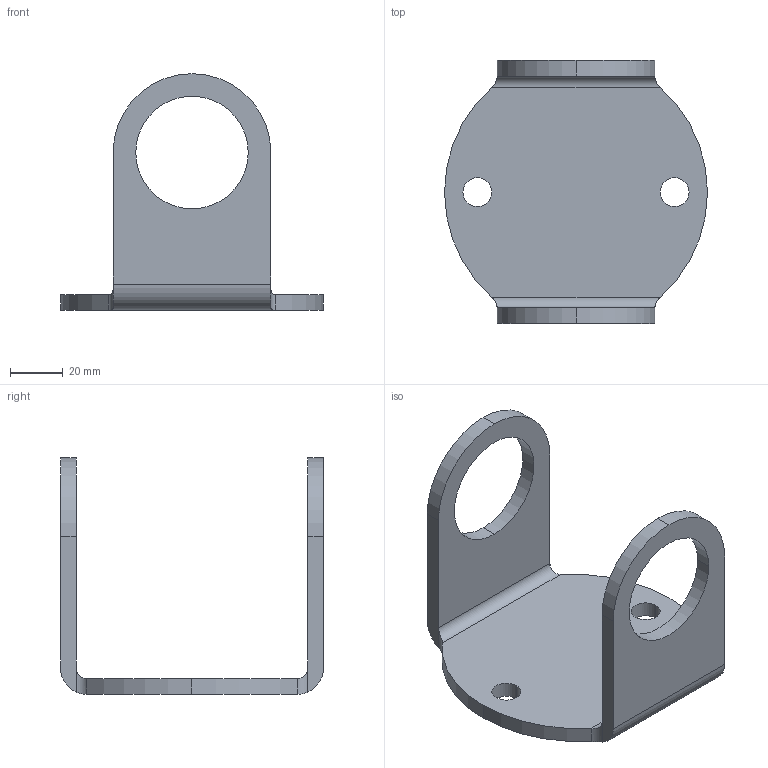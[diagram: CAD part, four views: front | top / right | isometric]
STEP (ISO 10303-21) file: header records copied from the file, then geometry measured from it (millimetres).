
FILE_DESCRIPTION (( 'STEP AP203' ), '1' );
FILE_NAME ('50135-240.STEP', '2021-03-03T09:21:38', ( '' ), ( '' ), 'SwSTEP 2.0', 'SolidWorks 2018', '' );
FILE_SCHEMA (( 'CONFIG_CONTROL_DESIGN' ));
Length unit declared in the file: millimetre
Products named in the file (2): 50135-240
Bounding box: 100 x 100 x 90 mm (x, y, z)
Volume: 85222.7 mm3; surface area: 34143.7 mm2
Topology: 1 solids, 1 shells, 297 faces, 809 edges, 538 vertices
Faces by surface type: plane 152, bspline 122, cylinder 23
Entity records: 15668 total; most frequent: CARTESIAN_POINT 8824, ORIENTED_EDGE 1618, DIRECTION 937, EDGE_CURVE 809, VERTEX_POINT 538, VECTOR 515, LINE 515, EDGE_LOOP 329
